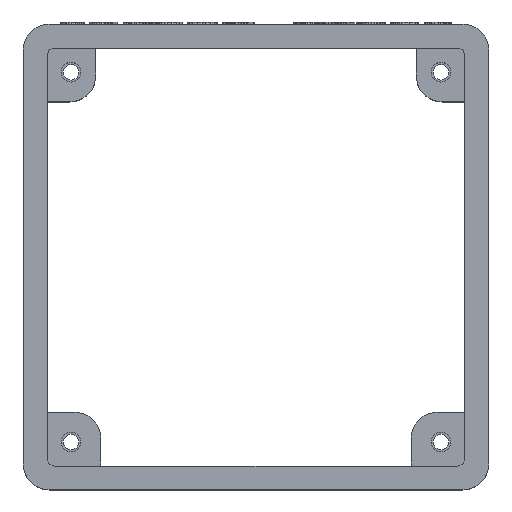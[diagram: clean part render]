
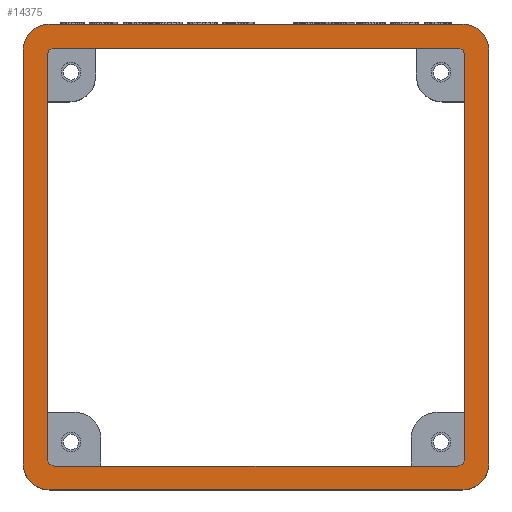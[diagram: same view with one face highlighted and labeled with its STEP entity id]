
A CAD part, top view. The second image highlights one B-rep face of the part: STEP entity #14375.
In plain terms, the highlighted planar face has unit normal (0, 0, 1).
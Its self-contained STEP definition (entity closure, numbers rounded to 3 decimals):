
#2008=FACE_BOUND('',#2991,.T.);
#2054=CIRCLE('',#15204,5.);
#2055=CIRCLE('',#15205,5.);
#2056=CIRCLE('',#15206,5.);
#2057=CIRCLE('',#15207,5.);
#2058=CIRCLE('',#15208,1.5);
#2059=CIRCLE('',#15209,1.5);
#2060=CIRCLE('',#15210,1.5);
#2061=CIRCLE('',#15211,1.5);
#2181=FACE_OUTER_BOUND('',#2990,.T.);
#2990=EDGE_LOOP('',(#9772,#9773,#9774,#9775,#9776,#9777,#9778,#9779));
#2991=EDGE_LOOP('',(#9780,#9781,#9782,#9783,#9784,#9785,#9786,#9787));
#3807=LINE('',#16738,#4752);
#3922=LINE('',#16987,#4867);
#3923=LINE('',#16991,#4868);
#3924=LINE('',#16995,#4869);
#3925=LINE('',#16998,#4870);
#3926=LINE('',#17001,#4871);
#3927=LINE('',#17005,#4872);
#3928=LINE('',#17010,#4873);
#4752=VECTOR('',#15378,10.);
#4867=VECTOR('',#15597,10.);
#4868=VECTOR('',#15600,10.);
#4869=VECTOR('',#15603,10.);
#4870=VECTOR('',#15606,10.);
#4871=VECTOR('',#15607,10.);
#4872=VECTOR('',#15610,10.);
#4873=VECTOR('',#15615,10.);
#5694=VERTEX_POINT('',#16735);
#5695=VERTEX_POINT('',#16737);
#5775=VERTEX_POINT('',#16983);
#5776=VERTEX_POINT('',#16984);
#5777=VERTEX_POINT('',#16986);
#5778=VERTEX_POINT('',#16988);
#5779=VERTEX_POINT('',#16990);
#5780=VERTEX_POINT('',#16992);
#5781=VERTEX_POINT('',#16994);
#5782=VERTEX_POINT('',#16996);
#5783=VERTEX_POINT('',#16999);
#5784=VERTEX_POINT('',#17000);
#5785=VERTEX_POINT('',#17002);
#5786=VERTEX_POINT('',#17004);
#5787=VERTEX_POINT('',#17007);
#5788=VERTEX_POINT('',#17009);
#7247=EDGE_CURVE('',#5695,#5694,#3807,.T.);
#7366=EDGE_CURVE('',#5775,#5776,#2054,.T.);
#7367=EDGE_CURVE('',#5776,#5777,#3922,.T.);
#7368=EDGE_CURVE('',#5777,#5778,#2055,.T.);
#7369=EDGE_CURVE('',#5778,#5779,#3923,.T.);
#7370=EDGE_CURVE('',#5779,#5780,#2056,.T.);
#7371=EDGE_CURVE('',#5780,#5781,#3924,.T.);
#7372=EDGE_CURVE('',#5781,#5782,#2057,.T.);
#7373=EDGE_CURVE('',#5782,#5775,#3925,.T.);
#7374=EDGE_CURVE('',#5783,#5784,#3926,.T.);
#7375=EDGE_CURVE('',#5784,#5785,#2058,.T.);
#7376=EDGE_CURVE('',#5785,#5786,#3927,.T.);
#7377=EDGE_CURVE('',#5786,#5695,#2059,.T.);
#7378=EDGE_CURVE('',#5694,#5787,#2060,.T.);
#7379=EDGE_CURVE('',#5787,#5788,#3928,.T.);
#7380=EDGE_CURVE('',#5788,#5783,#2061,.T.);
#9772=ORIENTED_EDGE('',*,*,#7366,.T.);
#9773=ORIENTED_EDGE('',*,*,#7367,.T.);
#9774=ORIENTED_EDGE('',*,*,#7368,.T.);
#9775=ORIENTED_EDGE('',*,*,#7369,.T.);
#9776=ORIENTED_EDGE('',*,*,#7370,.T.);
#9777=ORIENTED_EDGE('',*,*,#7371,.T.);
#9778=ORIENTED_EDGE('',*,*,#7372,.T.);
#9779=ORIENTED_EDGE('',*,*,#7373,.T.);
#9780=ORIENTED_EDGE('',*,*,#7374,.T.);
#9781=ORIENTED_EDGE('',*,*,#7375,.T.);
#9782=ORIENTED_EDGE('',*,*,#7376,.T.);
#9783=ORIENTED_EDGE('',*,*,#7377,.T.);
#9784=ORIENTED_EDGE('',*,*,#7247,.T.);
#9785=ORIENTED_EDGE('',*,*,#7378,.T.);
#9786=ORIENTED_EDGE('',*,*,#7379,.T.);
#9787=ORIENTED_EDGE('',*,*,#7380,.T.);
#14254=PLANE('',#15203);
#14375=ADVANCED_FACE('',(#2181,#2008),#14254,.T.);
#15203=AXIS2_PLACEMENT_3D('',#16982,#15593,#15594);
#15204=AXIS2_PLACEMENT_3D('',#16985,#15595,#15596);
#15205=AXIS2_PLACEMENT_3D('',#16989,#15598,#15599);
#15206=AXIS2_PLACEMENT_3D('',#16993,#15601,#15602);
#15207=AXIS2_PLACEMENT_3D('',#16997,#15604,#15605);
#15208=AXIS2_PLACEMENT_3D('',#17003,#15608,#15609);
#15209=AXIS2_PLACEMENT_3D('',#17006,#15611,#15612);
#15210=AXIS2_PLACEMENT_3D('',#17008,#15613,#15614);
#15211=AXIS2_PLACEMENT_3D('',#17011,#15616,#15617);
#15378=DIRECTION('',(0.,-1.,0.));
#15593=DIRECTION('center_axis',(0.,0.,1.));
#15594=DIRECTION('ref_axis',(1.,0.,0.));
#15595=DIRECTION('center_axis',(0.,0.,1.));
#15596=DIRECTION('ref_axis',(-0.707,0.707,0.));
#15597=DIRECTION('',(0.,-1.,0.));
#15598=DIRECTION('center_axis',(0.,0.,1.));
#15599=DIRECTION('ref_axis',(-0.707,-0.707,0.));
#15600=DIRECTION('',(1.,0.,0.));
#15601=DIRECTION('center_axis',(0.,0.,1.));
#15602=DIRECTION('ref_axis',(0.707,-0.707,0.));
#15603=DIRECTION('',(0.,1.,0.));
#15604=DIRECTION('center_axis',(0.,0.,1.));
#15605=DIRECTION('ref_axis',(0.707,0.707,0.));
#15606=DIRECTION('',(-1.,0.,0.));
#15607=DIRECTION('',(0.,1.,0.));
#15608=DIRECTION('center_axis',(0.,0.,-1.));
#15609=DIRECTION('ref_axis',(-0.707,0.707,0.));
#15610=DIRECTION('',(1.,0.,0.));
#15611=DIRECTION('center_axis',(0.,0.,-1.));
#15612=DIRECTION('ref_axis',(0.707,0.707,0.));
#15613=DIRECTION('center_axis',(0.,0.,-1.));
#15614=DIRECTION('ref_axis',(0.707,-0.707,0.));
#15615=DIRECTION('',(-1.,0.,0.));
#15616=DIRECTION('center_axis',(0.,0.,-1.));
#15617=DIRECTION('ref_axis',(-0.707,-0.707,0.));
#16735=CARTESIAN_POINT('',(40.4,-38.9,21.));
#16737=CARTESIAN_POINT('',(40.4,38.9,21.));
#16738=CARTESIAN_POINT('',(40.4,20.2,21.));
#16982=CARTESIAN_POINT('Origin',(0.,0.,21.));
#16983=CARTESIAN_POINT('',(-40.,45.,21.));
#16984=CARTESIAN_POINT('',(-45.,40.,21.));
#16985=CARTESIAN_POINT('Origin',(-40.,40.,21.));
#16986=CARTESIAN_POINT('',(-45.,-40.,21.));
#16987=CARTESIAN_POINT('',(-45.,45.,21.));
#16988=CARTESIAN_POINT('',(-40.,-45.,21.));
#16989=CARTESIAN_POINT('Origin',(-40.,-40.,21.));
#16990=CARTESIAN_POINT('',(40.,-45.,21.));
#16991=CARTESIAN_POINT('',(-45.,-45.,21.));
#16992=CARTESIAN_POINT('',(45.,-40.,21.));
#16993=CARTESIAN_POINT('Origin',(40.,-40.,21.));
#16994=CARTESIAN_POINT('',(45.,40.,21.));
#16995=CARTESIAN_POINT('',(45.,-45.,21.));
#16996=CARTESIAN_POINT('',(40.,45.,21.));
#16997=CARTESIAN_POINT('Origin',(40.,40.,21.));
#16998=CARTESIAN_POINT('',(45.,45.,21.));
#16999=CARTESIAN_POINT('',(-40.4,-38.9,21.));
#17000=CARTESIAN_POINT('',(-40.4,38.9,21.));
#17001=CARTESIAN_POINT('',(-40.4,-20.2,21.));
#17002=CARTESIAN_POINT('',(-38.9,40.4,21.));
#17003=CARTESIAN_POINT('Origin',(-38.9,38.9,21.));
#17004=CARTESIAN_POINT('',(38.9,40.4,21.));
#17005=CARTESIAN_POINT('',(-20.2,40.4,21.));
#17006=CARTESIAN_POINT('Origin',(38.9,38.9,21.));
#17007=CARTESIAN_POINT('',(38.9,-40.4,21.));
#17008=CARTESIAN_POINT('Origin',(38.9,-38.9,21.));
#17009=CARTESIAN_POINT('',(-38.9,-40.4,21.));
#17010=CARTESIAN_POINT('',(20.2,-40.4,21.));
#17011=CARTESIAN_POINT('Origin',(-38.9,-38.9,21.));
